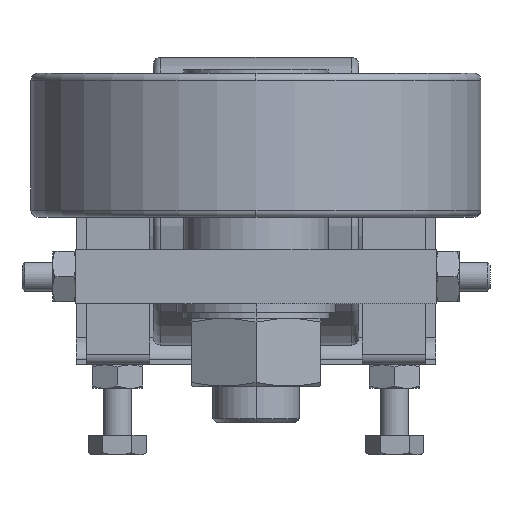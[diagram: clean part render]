
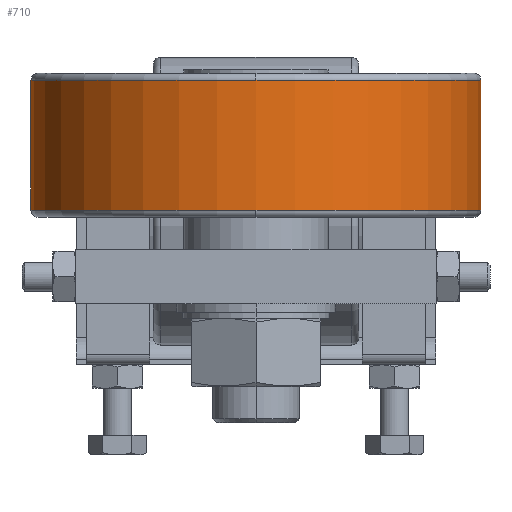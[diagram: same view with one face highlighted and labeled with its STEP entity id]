
A CAD part, left-side view. The second image highlights one B-rep face of the part: STEP entity #710.
In plain terms, the highlighted cylindrical face has radius 62.5 mm (diameter 125 mm), a partial arc.
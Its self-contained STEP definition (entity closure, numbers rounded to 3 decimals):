
#710=ADVANCED_FACE('',(#1636),#1637,.T.);
#1636=FACE_OUTER_BOUND('',#2842,.T.);
#1637=CYLINDRICAL_SURFACE('',#2843,62.5);
#2842=EDGE_LOOP('',(#4719,#4720,#4721,#4722,#4723,#4724));
#2843=AXIS2_PLACEMENT_3D('',#4725,#4726,#4727);
#4719=ORIENTED_EDGE('',*,*,#7461,.F.);
#4720=ORIENTED_EDGE('',*,*,#7462,.T.);
#4721=ORIENTED_EDGE('',*,*,#7285,.T.);
#4722=ORIENTED_EDGE('',*,*,#7463,.F.);
#4723=ORIENTED_EDGE('',*,*,#7464,.F.);
#4724=ORIENTED_EDGE('',*,*,#7465,.F.);
#4725=CARTESIAN_POINT('',(40.0,50.0,44.));
#4726=DIRECTION('',(0.,0.0,-1.0));
#4727=DIRECTION('',(0.0,1.0,0.0));
#7285=EDGE_CURVE('',#8829,#8827,#8830,.T.);
#7461=EDGE_CURVE('',#9092,#9093,#9094,.T.);
#7462=EDGE_CURVE('',#9092,#8829,#9095,.T.);
#7463=EDGE_CURVE('',#9096,#8827,#9097,.T.);
#7464=EDGE_CURVE('',#9098,#9096,#9099,.T.);
#7465=EDGE_CURVE('',#9093,#9098,#9100,.T.);
#8827=VERTEX_POINT('',#11452);
#8829=VERTEX_POINT('',#11454);
#8830=CIRCLE('',#11455,62.5);
#9092=VERTEX_POINT('',#12010);
#9093=VERTEX_POINT('',#12011);
#9094=LINE('',#12012,#12013);
#9095=CIRCLE('',#12014,62.5);
#9096=VERTEX_POINT('',#12015);
#9097=LINE('',#12016,#12017);
#9098=VERTEX_POINT('',#12018);
#9099=CIRCLE('',#12019,62.5);
#9100=CIRCLE('',#12020,62.5);
#11452=CARTESIAN_POINT('',(40.0,-12.5,26.0));
#11454=CARTESIAN_POINT('',(-22.5,50.0,26.0));
#11455=AXIS2_PLACEMENT_3D('',#14314,#14315,#14316);
#12010=CARTESIAN_POINT('',(40.0,112.5,26.0));
#12011=CARTESIAN_POINT('',(40.0,112.5,62.));
#12012=CARTESIAN_POINT('',(40.0,112.5,44.));
#12013=VECTOR('',#14523,1.0);
#12014=AXIS2_PLACEMENT_3D('',#14524,#14525,#14526);
#12015=CARTESIAN_POINT('',(40.0,-12.5,62.));
#12016=CARTESIAN_POINT('',(40.0,-12.5,44.));
#12017=VECTOR('',#14527,1.0);
#12018=CARTESIAN_POINT('',(-22.5,50.0,62.));
#12019=AXIS2_PLACEMENT_3D('',#14528,#14529,#14530);
#12020=AXIS2_PLACEMENT_3D('',#14531,#14532,#14533);
#14314=CARTESIAN_POINT('',(40.0,50.0,26.0));
#14315=DIRECTION('',(0.,-0.0,1.0));
#14316=DIRECTION('',(0.0,1.0,0.0));
#14523=DIRECTION('',(0.,-0.0,1.0));
#14524=CARTESIAN_POINT('',(40.0,50.0,26.0));
#14525=DIRECTION('',(0.,-0.0,1.0));
#14526=DIRECTION('',(0.0,1.0,0.0));
#14527=DIRECTION('',(0.,0.0,-1.0));
#14528=CARTESIAN_POINT('',(40.0,50.0,62.));
#14529=DIRECTION('',(0.,-0.0,1.0));
#14530=DIRECTION('',(0.0,1.0,0.0));
#14531=CARTESIAN_POINT('',(40.0,50.0,62.));
#14532=DIRECTION('',(0.,-0.0,1.0));
#14533=DIRECTION('',(0.0,1.0,0.0));
